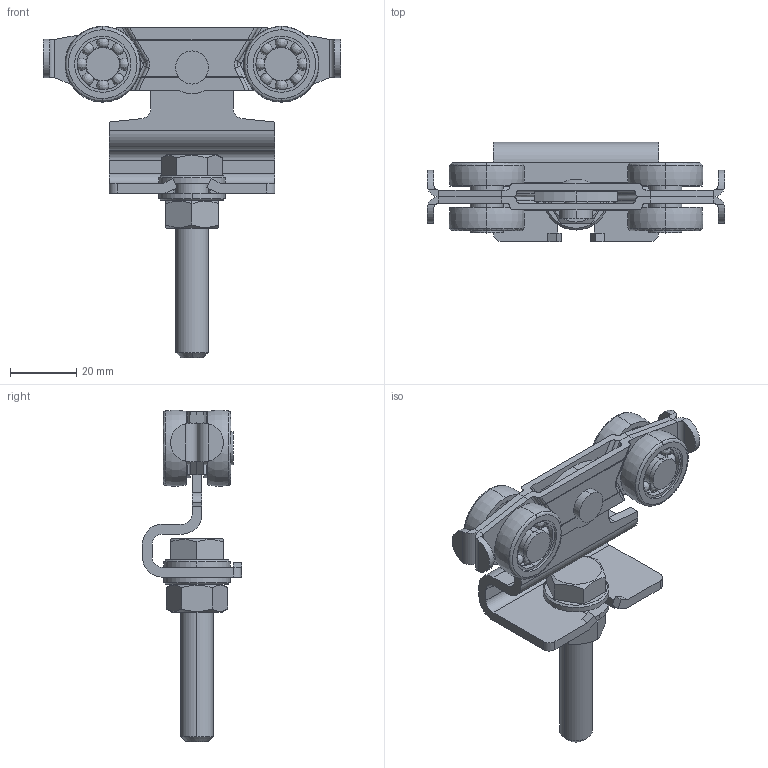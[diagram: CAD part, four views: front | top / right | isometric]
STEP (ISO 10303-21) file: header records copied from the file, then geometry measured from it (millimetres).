
FILE_DESCRIPTION (( 'STEP AP214' ), '1' );
FILE_NAME ('0042204.step', '2024-01-04T12:26:01', ( '' ), ( '' ), 'SwSTEP 2.0', 'SolidWorks 2020', '' );
FILE_SCHEMA (( 'AUTOMOTIVE_DESIGN' ));
Length unit declared in the file: millimetre
Products named in the file (1): 0042204
Bounding box: 90 x 30 x 100.28 mm (x, y, z)
Volume: 33934.3 mm3; surface area: 33770.2 mm2
Topology: 58 solids, 58 shells, 504 faces, 1221 edges, 714 vertices
Faces by surface type: cylinder 193, plane 148, bspline 131, cone 16, torus 16
Entity records: 22461 total; most frequent: CARTESIAN_POINT 5633, DIRECTION 2193, ORIENTED_EDGE 2186, EDGE_CURVE 1093, AXIS2_PLACEMENT_3D 886, VERTEX_POINT 714, EDGE_LOOP 565, UNCERTAINTY_MEASURE_WITH_UNIT 564
